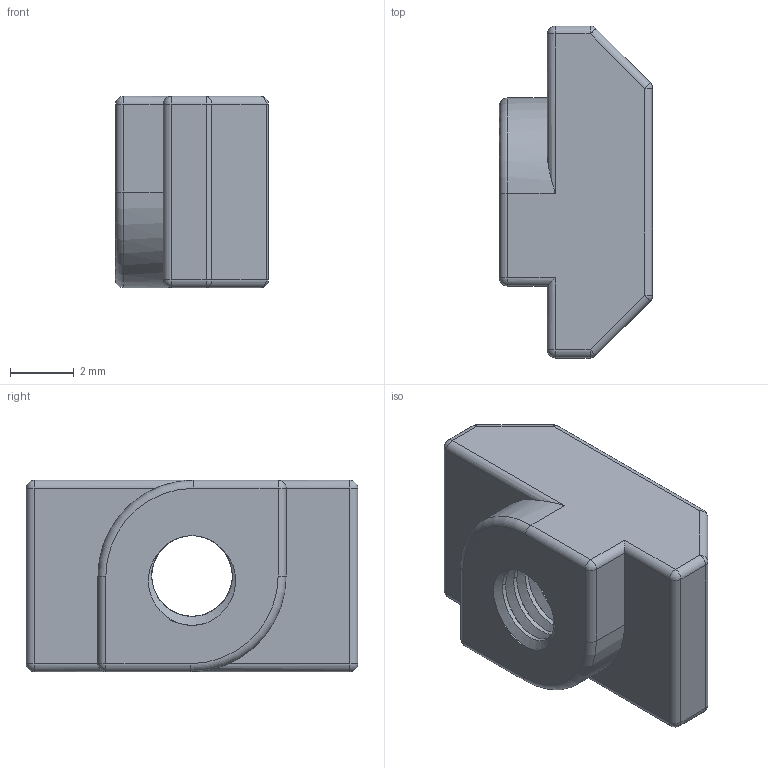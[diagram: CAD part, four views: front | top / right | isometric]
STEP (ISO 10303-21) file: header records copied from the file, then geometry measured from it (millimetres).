
FILE_DESCRIPTION(/* description */ (''),/* implementation_level */ '2;1');
FILE_NAME(/* name */ '2020 - M3 T-Nut v2.step',/* time_stamp */ '2020-09-20T20:03:40-07:00',/* author */ (''),/* organization */ (''),/* preprocessor_version */ 'ST-DEVELOPER v18.1',/* originating_system */ 'Autodesk Translation Framework v9.3.0.1241',/* authorisation */ '');
FILE_SCHEMA (('AUTOMOTIVE_DESIGN { 1 0 10303 214 3 1 1 }'));
Length unit declared in the file: millimetre
Products named in the file (1): 2020 - M3 T-Nut
Bounding box: 4.8 x 10.4 x 6 mm (x, y, z)
Volume: 202.8 mm3; surface area: 292.9 mm2
Topology: 1 solids, 1 shells, 79 faces, 183 edges, 106 vertices
Faces by surface type: cylinder 49, sphere 14, plane 12, torus 2, bspline 2
Full cylindrical faces by diameter (mm): 2.529 x3, 3.086 x3
Entity records: 3580 total; most frequent: CARTESIAN_POINT 1823, ORIENTED_EDGE 366, DIRECTION 349, EDGE_CURVE 183, AXIS2_PLACEMENT_3D 136, VERTEX_POINT 106, EDGE_LOOP 81, FACE_OUTER_BOUND 79
